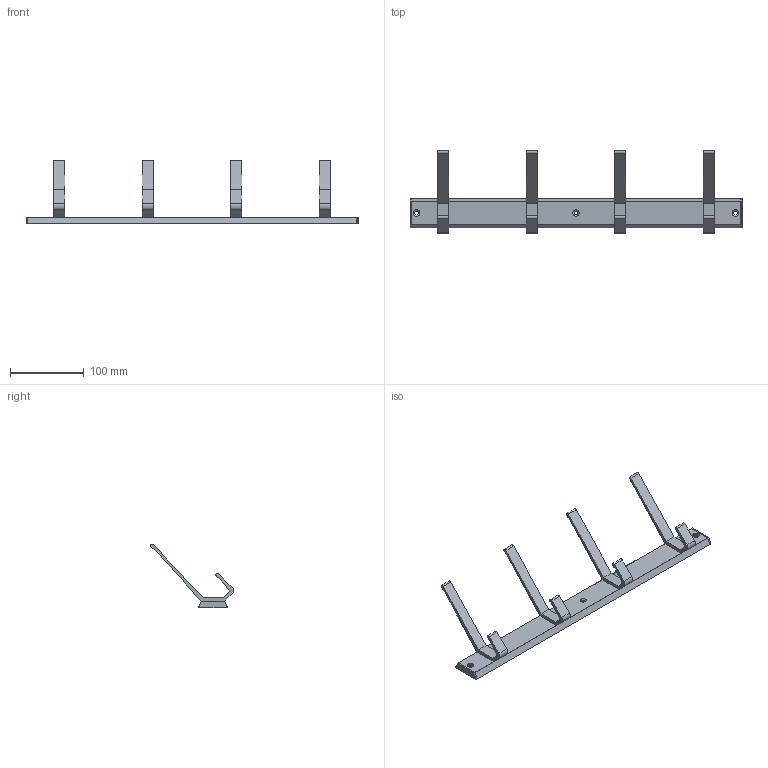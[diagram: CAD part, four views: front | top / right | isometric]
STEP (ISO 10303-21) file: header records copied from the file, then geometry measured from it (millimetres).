
FILE_DESCRIPTION(('Creo Elements/Direct Modeling STEP Export'),'2;1');
FILE_NAME('1673-450_ON.stp','2023-09-19T 8:48:31',(''),(''),'Creo Elements/Direct Modeling STEP processor for AP214 (Solid Model)','Creo Elements/Direct Modeling 20.0 12-Nov-2016 (C) Parametric Technology GmbH','');
FILE_SCHEMA(('AUTOMOTIVE_DESIGN { 1 0 10303 214 1 1 1 1 }'));
Length unit declared in the file: millimetre
Products named in the file (5): Leiste; Abdeckkappe.2; Haken; Haken.2.1; AL-8724
Assembly tree (7 placements, depth 2):
  AL-8724
    Haken.2.1
    Haken  x3
    Abdeckkappe.2  x2
    Leiste
Bounding box: 450 x 112.27 x 86 mm (x, y, z)
Volume: 86259.2 mm3; surface area: 79833.8 mm2
Topology: 7 solids, 7 shells, 277 faces, 770 edges, 498 vertices
Faces by surface type: plane 177, cylinder 78, cone 18, sphere 4
Entity records: 5456 total; most frequent: ORIENTED_EDGE 966, CARTESIAN_POINT 916, DIRECTION 857, EDGE_CURVE 483, VECTOR 347, LINE 347, VERTEX_POINT 314, AXIS2_PLACEMENT_3D 255
